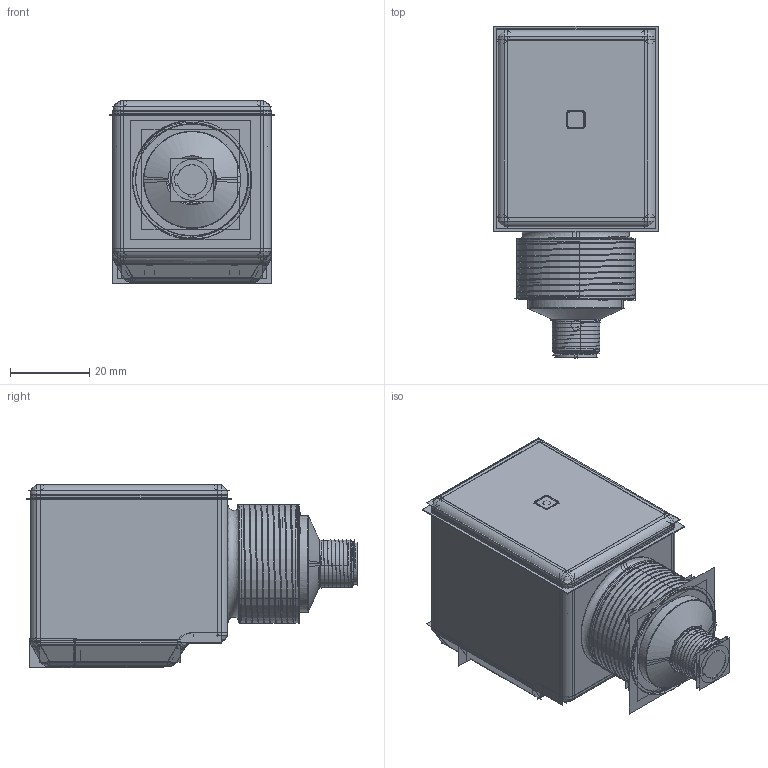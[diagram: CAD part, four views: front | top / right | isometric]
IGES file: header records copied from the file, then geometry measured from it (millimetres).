
Start section:  PTC IGES file: 156733.igs
Global section: file name: 156733.igs; native system: Creo Parametric by Parametric Technology Corporation; preprocessor: 2013230; author: pdmadmin; organization: Unknown; date: 20151106.064313; units: millimetre
Bounding box: 41.58 x 83.93 x 46.3 mm (x, y, z)
Volume: 31961.3 mm3; surface area: 266221.9 mm2
Topology: 12 solids, 13 shells, 1610 faces, 8066 edges, 10099 vertices
Faces by surface type: bspline 884, revolution 726
